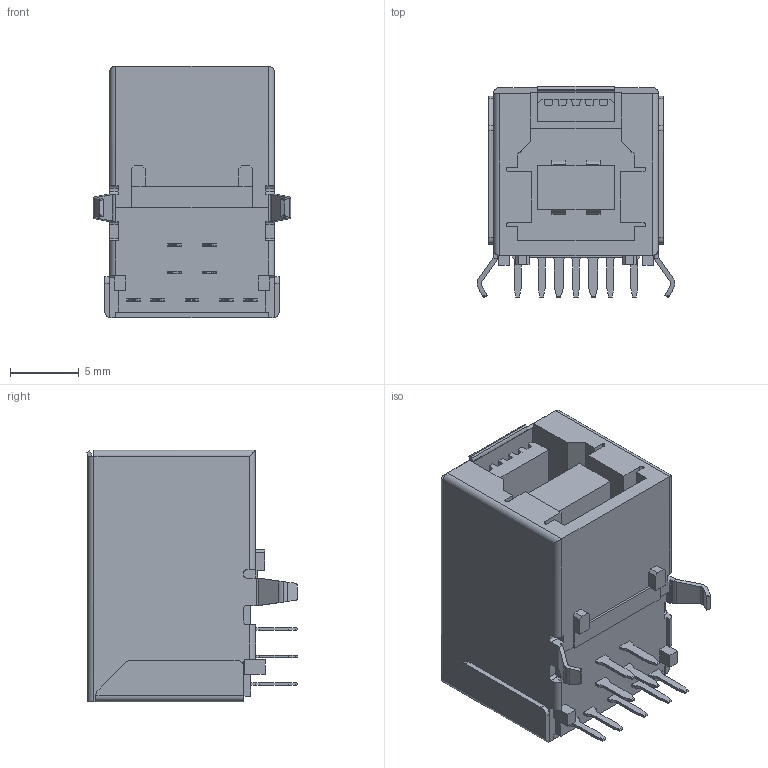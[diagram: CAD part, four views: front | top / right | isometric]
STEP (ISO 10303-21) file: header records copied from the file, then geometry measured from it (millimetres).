
FILE_DESCRIPTION(('STEP AP242'),'1');
FILE_NAME('usb3_a-usb3_b.stp','2020-11-09T08:51:43',('TraceParts'),('TraceParts S.A.'),'Spatial InterOp 3D',' ',' ');
FILE_SCHEMA(('AP242_MANAGED_MODEL_BASED_3D_ENGINEERING_MIM_LF {1 0 10303 442 1 1 4}'));
Length unit declared in the file: millimetre
Products named in the file (1): usb3_a-usb3_b
Bounding box: 14.4 x 15.38 x 18.3 mm (x, y, z)
Volume: 2103.2 mm3; surface area: 2115.3 mm2
Topology: 1 solids, 1 shells, 412 faces, 1183 edges, 784 vertices
Faces by surface type: plane 348, cylinder 64
Entity records: 16660 total; most frequent: CARTESIAN_POINT 2395, ORIENTED_EDGE 2366, DIRECTION 2153, EDGE_CURVE 1183, LINE 1035, VECTOR 1035, VERTEX_POINT 784, AXIS2_PLACEMENT_3D 559
